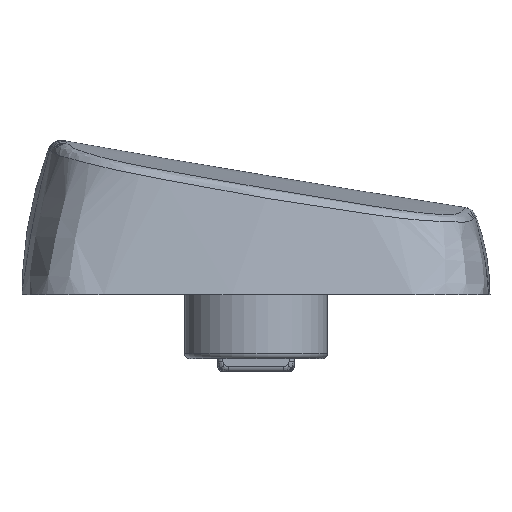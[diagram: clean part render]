
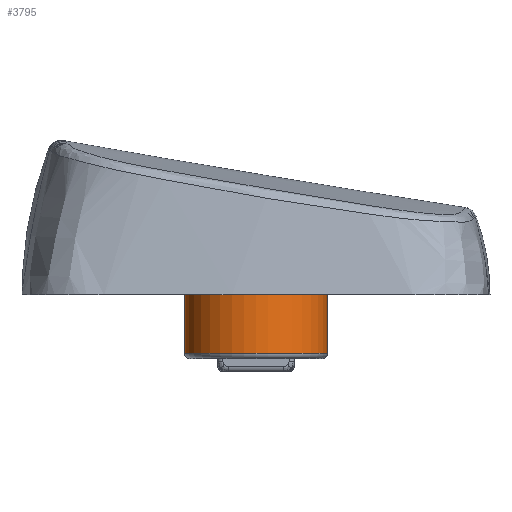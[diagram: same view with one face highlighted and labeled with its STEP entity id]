
A CAD part, left-side view. The second image highlights one B-rep face of the part: STEP entity #3795.
In plain terms, the highlighted cylindrical face has radius 2.75 mm (diameter 5.5 mm), a full revolution.
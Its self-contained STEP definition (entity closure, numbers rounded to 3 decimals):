
#150=LINE('',#9696,#304);
#304=VECTOR('',#4790,2.75);
#422=CYLINDRICAL_SURFACE('',#4126,2.75);
#588=FACE_OUTER_BOUND('',#802,.T.);
#802=EDGE_LOOP('',(#3012,#3013,#3014,#3015,#3016));
#1083=CIRCLE('',#4119,2.75);
#1084=CIRCLE('',#4120,2.75);
#1089=CIRCLE('',#4127,2.75);
#1537=VERTEX_POINT('',#9656);
#1538=VERTEX_POINT('',#9658);
#1555=VERTEX_POINT('',#9695);
#2071=EDGE_CURVE('',#1537,#1538,#1083,.T.);
#2072=EDGE_CURVE('',#1538,#1537,#1084,.T.);
#2089=EDGE_CURVE('',#1538,#1555,#150,.T.);
#2090=EDGE_CURVE('',#1555,#1555,#1089,.T.);
#3012=ORIENTED_EDGE('',*,*,#2072,.F.);
#3013=ORIENTED_EDGE('',*,*,#2089,.T.);
#3014=ORIENTED_EDGE('',*,*,#2090,.F.);
#3015=ORIENTED_EDGE('',*,*,#2089,.F.);
#3016=ORIENTED_EDGE('',*,*,#2071,.F.);
#3795=ADVANCED_FACE('',(#588),#422,.T.);
#4119=AXIS2_PLACEMENT_3D('',#9659,#4762,#4763);
#4120=AXIS2_PLACEMENT_3D('',#9660,#4764,#4765);
#4126=AXIS2_PLACEMENT_3D('',#9694,#4788,#4789);
#4127=AXIS2_PLACEMENT_3D('',#9697,#4791,#4792);
#4762=DIRECTION('center_axis',(0.,0.,
-1.));
#4763=DIRECTION('ref_axis',(1.,0.,0.));
#4764=DIRECTION('center_axis',(0.,0.,
-1.));
#4765=DIRECTION('ref_axis',(1.,0.,0.));
#4788=DIRECTION('center_axis',(0.,0.,
-1.));
#4789=DIRECTION('ref_axis',(1.,0.,0.));
#4790=DIRECTION('',(0.,0.,1.));
#4791=DIRECTION('center_axis',(0.,0.,
1.));
#4792=DIRECTION('ref_axis',(1.,0.,0.));
#9656=CARTESIAN_POINT('',(-9.25,0.,-3.1));
#9658=CARTESIAN_POINT('',(-14.75,0.,-3.1));
#9659=CARTESIAN_POINT('Origin',(-12.,0.,-3.1));
#9660=CARTESIAN_POINT('Origin',(-12.,0.,-3.1));
#9694=CARTESIAN_POINT('Origin',(-12.,0.,0.));
#9695=CARTESIAN_POINT('',(-14.75,0.,-0.25));
#9696=CARTESIAN_POINT('',(-14.75,0.,0.));
#9697=CARTESIAN_POINT('Origin',(-12.,0.,-0.25));
